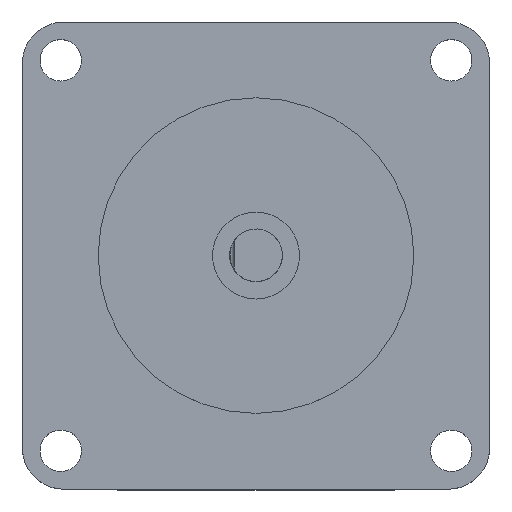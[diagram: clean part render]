
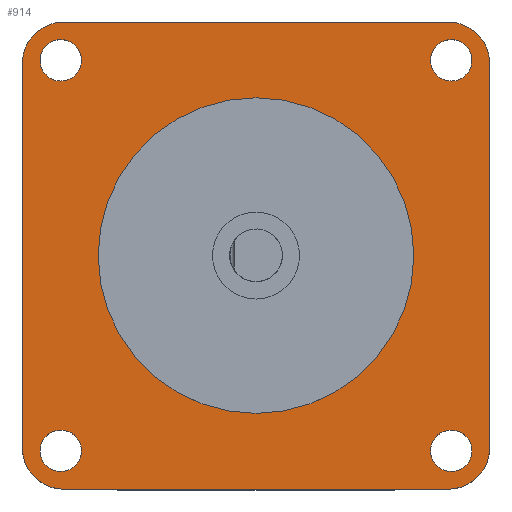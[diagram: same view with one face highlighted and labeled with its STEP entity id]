
A CAD part, top view. The second image highlights one B-rep face of the part: STEP entity #914.
In plain terms, the highlighted planar face has unit normal (0, 0, 1).
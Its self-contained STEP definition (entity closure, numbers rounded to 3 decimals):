
#46=FACE_BOUND('',#117,.T.);
#47=FACE_BOUND('',#118,.T.);
#48=FACE_BOUND('',#119,.T.);
#49=FACE_BOUND('',#120,.T.);
#50=FACE_BOUND('',#121,.T.);
#62=FACE_OUTER_BOUND('',#116,.T.);
#116=EDGE_LOOP('',(#659,#660,#661,#662,#663,#664,#665,#666));
#117=EDGE_LOOP('',(#667,#668));
#118=EDGE_LOOP('',(#669));
#119=EDGE_LOOP('',(#670));
#120=EDGE_LOOP('',(#671));
#121=EDGE_LOOP('',(#672));
#186=LINE('',#1459,#264);
#187=LINE('',#1463,#265);
#188=LINE('',#1467,#266);
#189=LINE('',#1470,#267);
#264=VECTOR('',#1159,46.4);
#265=VECTOR('',#1162,46.4);
#266=VECTOR('',#1165,46.4);
#267=VECTOR('',#1168,46.4);
#348=CIRCLE('',#1000,19.05);
#349=CIRCLE('',#1001,19.05);
#350=CIRCLE('',#1003,5.);
#351=CIRCLE('',#1004,5.);
#352=CIRCLE('',#1005,5.);
#353=CIRCLE('',#1006,5.);
#354=CIRCLE('',#1007,2.5);
#355=CIRCLE('',#1008,2.5);
#356=CIRCLE('',#1009,2.5);
#357=CIRCLE('',#1010,2.5);
#416=VERTEX_POINT('',#1449);
#417=VERTEX_POINT('',#1451);
#418=VERTEX_POINT('',#1455);
#419=VERTEX_POINT('',#1456);
#420=VERTEX_POINT('',#1458);
#421=VERTEX_POINT('',#1460);
#422=VERTEX_POINT('',#1462);
#423=VERTEX_POINT('',#1464);
#424=VERTEX_POINT('',#1466);
#425=VERTEX_POINT('',#1468);
#426=VERTEX_POINT('',#1471);
#427=VERTEX_POINT('',#1473);
#428=VERTEX_POINT('',#1475);
#429=VERTEX_POINT('',#1477);
#511=EDGE_CURVE('',#416,#417,#348,.T.);
#512=EDGE_CURVE('',#417,#416,#349,.T.);
#513=EDGE_CURVE('',#418,#419,#350,.T.);
#514=EDGE_CURVE('',#419,#420,#186,.T.);
#515=EDGE_CURVE('',#420,#421,#351,.T.);
#516=EDGE_CURVE('',#421,#422,#187,.T.);
#517=EDGE_CURVE('',#422,#423,#352,.T.);
#518=EDGE_CURVE('',#423,#424,#188,.T.);
#519=EDGE_CURVE('',#424,#425,#353,.T.);
#520=EDGE_CURVE('',#425,#418,#189,.T.);
#521=EDGE_CURVE('',#426,#426,#354,.T.);
#522=EDGE_CURVE('',#427,#427,#355,.T.);
#523=EDGE_CURVE('',#428,#428,#356,.T.);
#524=EDGE_CURVE('',#429,#429,#357,.T.);
#659=ORIENTED_EDGE('',*,*,#513,.T.);
#660=ORIENTED_EDGE('',*,*,#514,.T.);
#661=ORIENTED_EDGE('',*,*,#515,.T.);
#662=ORIENTED_EDGE('',*,*,#516,.T.);
#663=ORIENTED_EDGE('',*,*,#517,.T.);
#664=ORIENTED_EDGE('',*,*,#518,.T.);
#665=ORIENTED_EDGE('',*,*,#519,.T.);
#666=ORIENTED_EDGE('',*,*,#520,.T.);
#667=ORIENTED_EDGE('',*,*,#512,.F.);
#668=ORIENTED_EDGE('',*,*,#511,.F.);
#669=ORIENTED_EDGE('',*,*,#521,.T.);
#670=ORIENTED_EDGE('',*,*,#522,.T.);
#671=ORIENTED_EDGE('',*,*,#523,.T.);
#672=ORIENTED_EDGE('',*,*,#524,.T.);
#886=PLANE('',#1002);
#914=ADVANCED_FACE('',(#62,#46,#47,#48,#49,#50),#886,.T.);
#1000=AXIS2_PLACEMENT_3D('',#1452,#1151,#1152);
#1001=AXIS2_PLACEMENT_3D('',#1453,#1153,#1154);
#1002=AXIS2_PLACEMENT_3D('',#1454,#1155,#1156);
#1003=AXIS2_PLACEMENT_3D('',#1457,#1157,#1158);
#1004=AXIS2_PLACEMENT_3D('',#1461,#1160,#1161);
#1005=AXIS2_PLACEMENT_3D('',#1465,#1163,#1164);
#1006=AXIS2_PLACEMENT_3D('',#1469,#1166,#1167);
#1007=AXIS2_PLACEMENT_3D('',#1472,#1169,#1170);
#1008=AXIS2_PLACEMENT_3D('',#1474,#1171,#1172);
#1009=AXIS2_PLACEMENT_3D('',#1476,#1173,#1174);
#1010=AXIS2_PLACEMENT_3D('',#1478,#1175,#1176);
#1151=DIRECTION('center_axis',(0.,0.,1.));
#1152=DIRECTION('ref_axis',(-1.,0.,0.));
#1153=DIRECTION('center_axis',(0.,0.,1.));
#1154=DIRECTION('ref_axis',(-1.,0.,0.));
#1155=DIRECTION('center_axis',(0.,0.,1.));
#1156=DIRECTION('ref_axis',(0.,-1.,0.));
#1157=DIRECTION('center_axis',(0.,0.,1.));
#1158=DIRECTION('ref_axis',(0.,-1.,0.));
#1159=DIRECTION('',(0.,1.,0.));
#1160=DIRECTION('center_axis',(0.,0.,1.));
#1161=DIRECTION('ref_axis',(1.,0.,0.));
#1162=DIRECTION('',(-1.,0.,0.));
#1163=DIRECTION('center_axis',(0.,0.,1.));
#1164=DIRECTION('ref_axis',(0.,1.,0.));
#1165=DIRECTION('',(0.,-1.,0.));
#1166=DIRECTION('center_axis',(0.,0.,1.));
#1167=DIRECTION('ref_axis',(-1.,0.,0.));
#1168=DIRECTION('',(1.,0.,0.));
#1169=DIRECTION('center_axis',(0.,0.,-1.));
#1170=DIRECTION('ref_axis',(1.,0.,0.));
#1171=DIRECTION('center_axis',(0.,0.,-1.));
#1172=DIRECTION('ref_axis',(1.,0.,0.));
#1173=DIRECTION('center_axis',(0.,0.,-1.));
#1174=DIRECTION('ref_axis',(1.,0.,0.));
#1175=DIRECTION('center_axis',(0.,0.,-1.));
#1176=DIRECTION('ref_axis',(1.,0.,0.));
#1449=CARTESIAN_POINT('',(19.05,0.,40.));
#1451=CARTESIAN_POINT('',(-19.05,0.,40.));
#1452=CARTESIAN_POINT('Origin',(0.,0.,40.));
#1453=CARTESIAN_POINT('Origin',(0.,0.,40.));
#1454=CARTESIAN_POINT('Origin',(0.,0.,40.));
#1455=CARTESIAN_POINT('',(23.2,-28.2,40.));
#1456=CARTESIAN_POINT('',(28.2,-23.2,40.));
#1457=CARTESIAN_POINT('Origin',(23.2,-23.2,40.));
#1458=CARTESIAN_POINT('',(28.2,23.2,40.));
#1459=CARTESIAN_POINT('',(28.2,-23.2,40.));
#1460=CARTESIAN_POINT('',(23.2,28.2,40.));
#1461=CARTESIAN_POINT('Origin',(23.2,23.2,40.));
#1462=CARTESIAN_POINT('',(-23.2,28.2,40.));
#1463=CARTESIAN_POINT('',(23.2,28.2,40.));
#1464=CARTESIAN_POINT('',(-28.2,23.2,40.));
#1465=CARTESIAN_POINT('Origin',(-23.2,23.2,40.));
#1466=CARTESIAN_POINT('',(-28.2,-23.2,40.));
#1467=CARTESIAN_POINT('',(-28.2,23.2,40.));
#1468=CARTESIAN_POINT('',(-23.2,-28.2,40.));
#1469=CARTESIAN_POINT('Origin',(-23.2,-23.2,40.));
#1470=CARTESIAN_POINT('',(-23.2,-28.2,40.));
#1471=CARTESIAN_POINT('',(21.07,-23.57,40.));
#1472=CARTESIAN_POINT('Origin',(23.57,-23.57,40.));
#1473=CARTESIAN_POINT('',(-26.07,-23.57,40.));
#1474=CARTESIAN_POINT('Origin',(-23.57,-23.57,40.));
#1475=CARTESIAN_POINT('',(21.07,23.57,40.));
#1476=CARTESIAN_POINT('Origin',(23.57,23.57,40.));
#1477=CARTESIAN_POINT('',(-26.07,23.57,40.));
#1478=CARTESIAN_POINT('Origin',(-23.57,23.57,40.));
